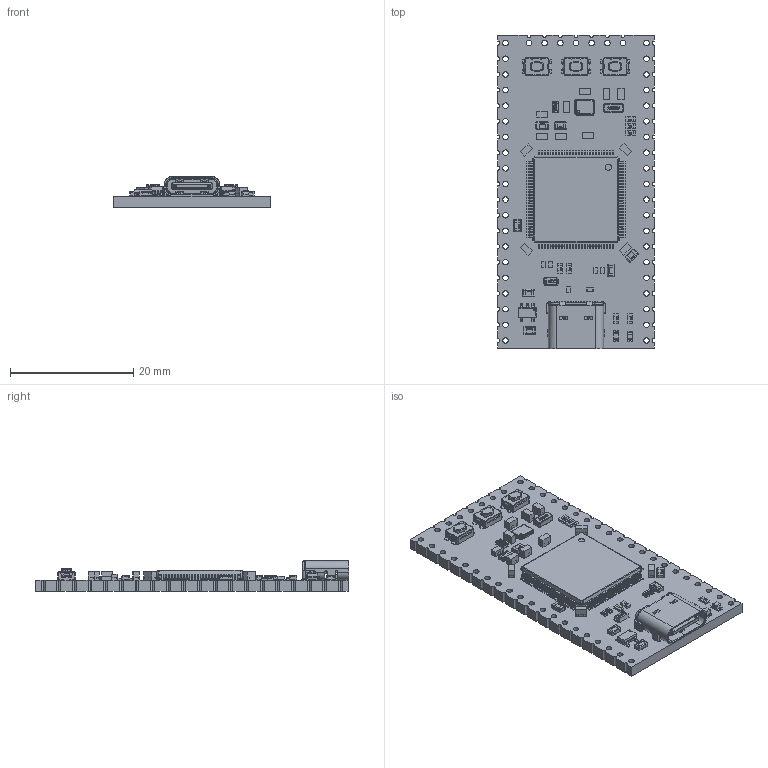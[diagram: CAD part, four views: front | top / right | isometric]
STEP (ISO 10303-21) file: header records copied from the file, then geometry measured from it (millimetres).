
FILE_DESCRIPTION(('Open CASCADE Model'),'2;1');
FILE_NAME('Open CASCADE Shape Model','2020-06-05T13:26:06',('Author'),( 'Open CASCADE'),'Open CASCADE STEP processor 6.8','Open CASCADE 6.8' ,'Unknown');
FILE_SCHEMA(('AUTOMOTIVE_DESIGN { 1 0 10303 214 1 1 1 1 }'));
Length unit declared in the file: millimetre
Products named in the file (99): PCB; Board; Open CASCADE STEP translator 6.8 7.1.1; Open CASCADE STEP translator 6.8 7.1.1.1; C18; 0805_SMD_Capacitor; R14; 0603_SMD_Resistor; R13; Q2; ABS07; ABS07_Body_2; ABS07_Body2_2; ABS07_Beschriftung_2; ABS07_Pads_2; R8; R12; R0402; 6331739536; Extruded; R7; LDR; KMR621NG_LFS--3DModel-STEP-56544; RESET; R11; APP; R9; R10; D2; User_Library-LTST-C190TBKT; User_Library-LTST-C190TBKT_Pad; User_Library-LTST-C190TBKT_Pad005; User_Library-LTST-C190TBKT_Pad001; User_Library-LTST-C190TBKT_Pad004; User_Library-LTST-C190TBKT_Pad003; User_Library-LTST-C190TBKT_Lens; D3; 0603_LED_Red; Pad; Pad005 ...
Assembly tree (138 placements, depth 4):
  PCB
    Board
      Open CASCADE STEP translator 6.8 7.1.1
        Open CASCADE STEP translator 6.8 7.1.1.1
    C18
      0805_SMD_Capacitor
    R14
      0603_SMD_Resistor
    R13
      0603_SMD_Resistor
    Q2
      ABS07
        ABS07_Body_2
        ABS07_Body2_2
        ABS07_Beschriftung_2
        ABS07_Pads_2
    R8
      0603_SMD_Resistor
    R12
      R0402
      6331739536
        Extruded
    R7
      R0402
      6331739536
        Extruded
    LDR
      KMR621NG_LFS--3DModel-STEP-56544
    RESET
      KMR621NG_LFS--3DModel-STEP-56544
    R11
      0603_SMD_Resistor
    APP
      KMR621NG_LFS--3DModel-STEP-56544
    R9
      0603_SMD_Resistor
    R10
      0603_SMD_Resistor
    D2
      User_Library-LTST-C190TBKT
        User_Library-LTST-C190TBKT_Pad
        User_Library-LTST-C190TBKT_Pad005
        User_Library-LTST-C190TBKT_Pad001
        User_Library-LTST-C190TBKT_Pad004
        User_Library-LTST-C190TBKT_Pad003
        User_Library-LTST-C190TBKT_Lens
    D3
      0603_LED_Red
        Pad
        Pad005
        Pad001
        Pad004
        Pad003
        Lens
    U1
      User_Library-MO-193E
    D1
      User_Library-MicroSMP-1
        User_Library-MicroSMP-1_Body
        User_Library-MicroSMP-1_Pins
Bounding box: 25.4 x 50.87 x 5.01 mm (x, y, z)
Volume: 2783.7 mm3; surface area: 5061.5 mm2
Topology: 125 solids, 137 shells, 8926 faces, 23048 edges, 14096 vertices
Faces by surface type: plane 4519, cylinder 2603, bspline 1241, sphere 446, torus 87, cone 30
Full cylindrical faces by diameter (mm): 0.5 x2, 0.65 x2, 0.9 x47
Entity records: 207277 total; most frequent: CARTESIAN_POINT 45947, ORIENTED_EDGE 29324, DIRECTION 26498, EDGE_CURVE 14662, LINE 10470, VECTOR 10470, VERTEX_POINT 9400, AXIS2_PLACEMENT_3D 8014
